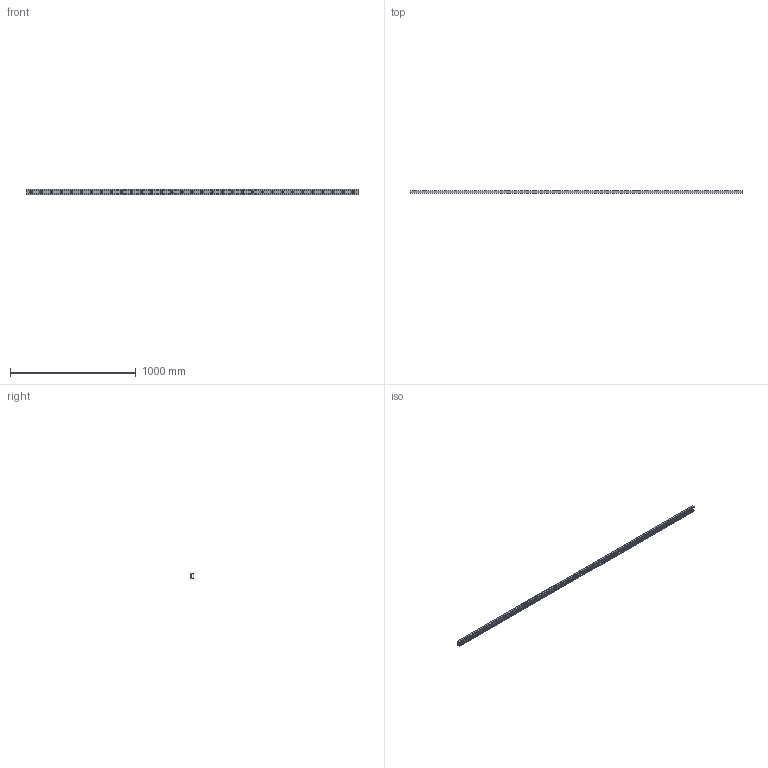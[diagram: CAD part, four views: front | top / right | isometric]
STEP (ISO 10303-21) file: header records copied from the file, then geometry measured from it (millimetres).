
FILE_DESCRIPTION((''),'2;1');
FILE_NAME('LCX 43-2640.C.stp','2016-04-28T09:37:36',('MRathmann'),(''),'Autodesk Inventor 2012','Autodesk Inventor 2012','');
FILE_SCHEMA(('CONFIG_CONTROL_DESIGN'));
Length unit declared in the file: millimetre
Products named in the file (1): LCX 43-2640.C
Bounding box: 2640 x 21 x 43 mm (x, y, z)
Volume: 891029.1 mm3; surface area: 423017.5 mm2
Topology: 1 solids, 1 shells, 127 faces, 309 edges, 217 vertices
Faces by surface type: cylinder 79, plane 48
Full cylindrical faces by diameter (mm): 10.5 x33, 18 x33
Entity records: 3376 total; most frequent: DIRECTION 624, CARTESIAN_POINT 522, ORIENTED_EDGE 420, EDGE_LOOP 292, AXIS2_PLACEMENT_3D 286, EDGE_CURVE 210, VERTEX_POINT 184, FACE_BOUND 165
